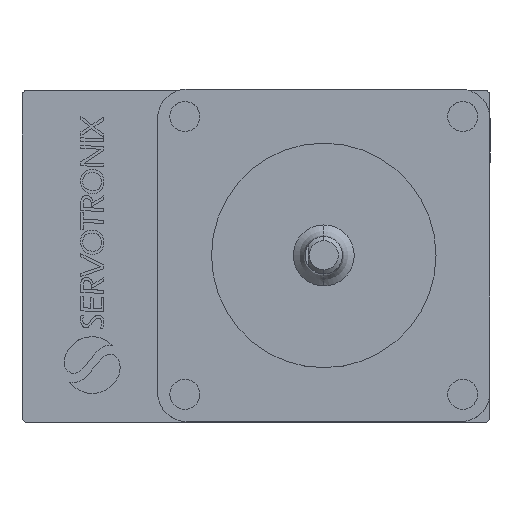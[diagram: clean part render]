
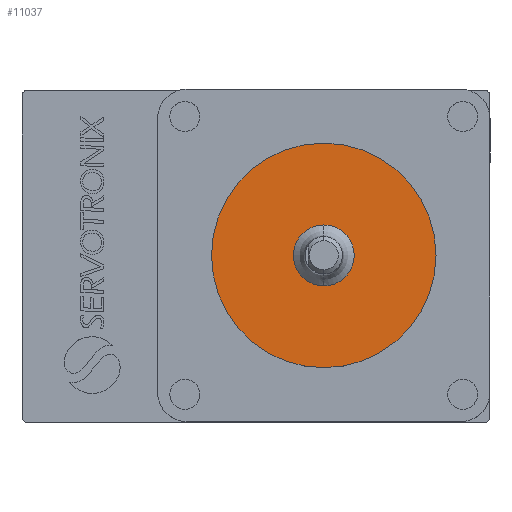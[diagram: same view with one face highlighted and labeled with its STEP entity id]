
A CAD part, top view. The second image highlights one B-rep face of the part: STEP entity #11037.
In plain terms, the highlighted planar face has unit normal (0, 0, 1).
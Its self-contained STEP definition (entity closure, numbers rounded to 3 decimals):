
#90 = CARTESIAN_POINT ( 'NONE',  ( 0., 0., 12.1 ) ) ;
#1620 = CARTESIAN_POINT ( 'NONE',  ( 0., -19.05, 12.1 ) ) ;
#1640 = DIRECTION ( 'NONE',  ( 0., 0., 1. ) ) ;
#2167 = CARTESIAN_POINT ( 'NONE',  ( 0., 0., 12.1 ) ) ;
#2843 = ORIENTED_EDGE ( 'NONE', *, *, #14044, .T. ) ;
#2892 = DIRECTION ( 'NONE',  ( 0., 1., 0. ) ) ;
#3458 = VERTEX_POINT ( 'NONE', #1620 ) ;
#4992 = DIRECTION ( 'NONE',  ( 0., 1., 0. ) ) ;
#5998 = AXIS2_PLACEMENT_3D ( 'NONE', #90, #19626, #2892 ) ;
#10492 = FACE_OUTER_BOUND ( 'NONE', #13477, .T. ) ;
#11037 = ADVANCED_FACE ( 'NONE', ( #10492 ), #18371, .T. ) ;
#13477 = EDGE_LOOP ( 'NONE', ( #24853, #2843 ) ) ;
#14044 = EDGE_CURVE ( 'NONE', #14181, #3458, #27377, .T. ) ;
#14181 = VERTEX_POINT ( 'NONE', #25250 ) ;
#18371 = PLANE ( 'NONE',  #24313 ) ;
#19626 = DIRECTION ( 'NONE',  ( 0., 0., 1. ) ) ;
#21186 = DIRECTION ( 'NONE',  ( 0., 1., 0. ) ) ;
#21698 = DIRECTION ( 'NONE',  ( 0., 0., 1. ) ) ;
#23870 = CARTESIAN_POINT ( 'NONE',  ( 0., 0., 12.1 ) ) ;
#24313 = AXIS2_PLACEMENT_3D ( 'NONE', #23870, #1640, #21186 ) ;
#24853 = ORIENTED_EDGE ( 'NONE', *, *, #34166, .T. ) ;
#25250 = CARTESIAN_POINT ( 'NONE',  ( 0., 19.05, 12.1 ) ) ;
#26438 = CIRCLE ( 'NONE', #5998, 19.05 ) ;
#27377 = CIRCLE ( 'NONE', #30944, 19.05 ) ;
#30944 = AXIS2_PLACEMENT_3D ( 'NONE', #2167, #21698, #4992 ) ;
#34166 = EDGE_CURVE ( 'NONE', #3458, #14181, #26438, .T. ) ;
